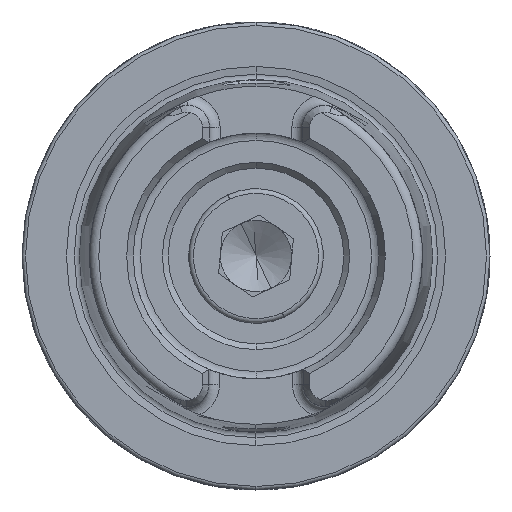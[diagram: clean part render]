
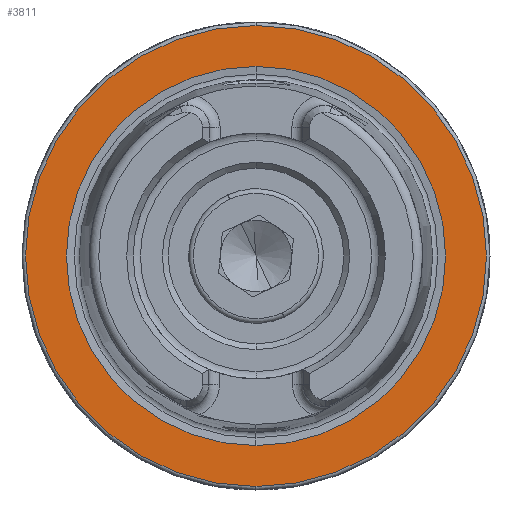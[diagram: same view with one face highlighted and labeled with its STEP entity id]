
A CAD part, left-side view. The second image highlights one B-rep face of the part: STEP entity #3811.
In plain terms, the highlighted planar face has unit normal (-1, 0, 0).
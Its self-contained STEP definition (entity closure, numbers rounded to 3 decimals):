
#70 = CIRCLE ( 'NONE', #7801, 16.207 ) ;
#184 = AXIS2_PLACEMENT_3D ( 'NONE', #4413, #4668, #7997 ) ;
#189 = CARTESIAN_POINT ( 'NONE',  ( 0., 0., 0. ) ) ;
#229 = VERTEX_POINT ( 'NONE', #3304 ) ;
#315 = AXIS2_PLACEMENT_3D ( 'NONE', #189, #7342, #1256 ) ;
#410 = EDGE_CURVE ( 'NONE', #2256, #4207, #688, .T. ) ;
#501 = ORIENTED_EDGE ( 'NONE', *, *, #410, .F. ) ;
#629 = ORIENTED_EDGE ( 'NONE', *, *, #2902, .T. ) ;
#688 = CIRCLE ( 'NONE', #315, 16.207 ) ;
#747 = DIRECTION ( 'NONE',  ( -1., 0., 0. ) ) ;
#748 = PLANE ( 'NONE',  #184 ) ;
#921 = CARTESIAN_POINT ( 'NONE',  ( 0., 0., 0. ) ) ;
#1242 = CIRCLE ( 'NONE', #6613, 19.7 ) ;
#1256 = DIRECTION ( 'NONE',  ( 0., 0., 1. ) ) ;
#1312 = FACE_OUTER_BOUND ( 'NONE', #6584, .T. ) ;
#2256 = VERTEX_POINT ( 'NONE', #2866 ) ;
#2282 = FACE_BOUND ( 'NONE', #4890, .T. ) ;
#2866 = CARTESIAN_POINT ( 'NONE',  ( 0., 0., 16.207 ) ) ;
#2896 = ORIENTED_EDGE ( 'NONE', *, *, #3915, .F. ) ;
#2902 = EDGE_CURVE ( 'NONE', #5264, #229, #4891, .T. ) ;
#3304 = CARTESIAN_POINT ( 'NONE',  ( 0., 0., -19.7 ) ) ;
#3651 = EDGE_CURVE ( 'NONE', #229, #5264, #1242, .T. ) ;
#3811 = ADVANCED_FACE ( 'NONE', ( #2282, #1312 ), #748, .F. ) ;
#3915 = EDGE_CURVE ( 'NONE', #4207, #2256, #70, .T. ) ;
#4207 = VERTEX_POINT ( 'NONE', #7658 ) ;
#4337 = CARTESIAN_POINT ( 'NONE',  ( 0., 0., 0. ) ) ;
#4413 = CARTESIAN_POINT ( 'NONE',  ( 0., 19.7, 0. ) ) ;
#4668 = DIRECTION ( 'NONE',  ( 1., 0., 0. ) ) ;
#4890 = EDGE_LOOP ( 'NONE', ( #501, #2896 ) ) ;
#4891 = CIRCLE ( 'NONE', #8259, 19.7 ) ;
#5136 = DIRECTION ( 'NONE',  ( -1., 0., 0. ) ) ;
#5264 = VERTEX_POINT ( 'NONE', #7366 ) ;
#5293 = DIRECTION ( 'NONE',  ( -1., 0., 0. ) ) ;
#5540 = ORIENTED_EDGE ( 'NONE', *, *, #3651, .T. ) ;
#6584 = EDGE_LOOP ( 'NONE', ( #629, #5540 ) ) ;
#6613 = AXIS2_PLACEMENT_3D ( 'NONE', #921, #5293, #8488 ) ;
#6741 = CARTESIAN_POINT ( 'NONE',  ( 0., 0., 0. ) ) ;
#6846 = DIRECTION ( 'NONE',  ( 0., 0., 1. ) ) ;
#7342 = DIRECTION ( 'NONE',  ( -1., 0., 0. ) ) ;
#7366 = CARTESIAN_POINT ( 'NONE',  ( 0., 0., 19.7 ) ) ;
#7658 = CARTESIAN_POINT ( 'NONE',  ( 0., 0., -16.207 ) ) ;
#7801 = AXIS2_PLACEMENT_3D ( 'NONE', #6741, #5136, #6846 ) ;
#7997 = DIRECTION ( 'NONE',  ( 0., 0., -1. ) ) ;
#8259 = AXIS2_PLACEMENT_3D ( 'NONE', #4337, #747, #8467 ) ;
#8467 = DIRECTION ( 'NONE',  ( 0., 0., 1. ) ) ;
#8488 = DIRECTION ( 'NONE',  ( 0., 0., 1. ) ) ;
